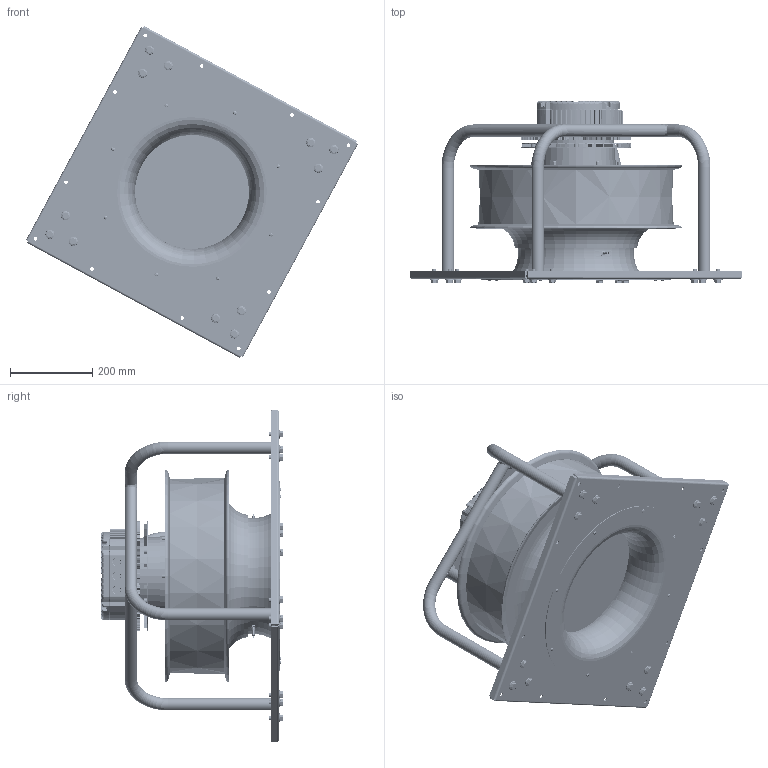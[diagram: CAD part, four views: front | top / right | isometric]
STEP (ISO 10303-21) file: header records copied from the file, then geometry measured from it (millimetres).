
FILE_DESCRIPTION((''),'2;1');
FILE_NAME('1220266_ASM','2024-10-18T10:45:31',('mkulawiak'),(''),'CREO PARAMETRIC BY PTC INC, 2023424','CREO PARAMETRIC BY PTC INC, 2023424','');
FILE_SCHEMA(('CONFIG_CONTROL_DESIGN'));
Products named in the file (36): 1196057; 1172586; 1172587; 1196425_ASM; 1195167; 1171508; 1173619; 1173620; 1111787; 1206018_ASM; 1220259_ASM; 1215149; 1217470; 1216922; FILLET_WELD_ID_70; FILLET_WELD_ID_11694; FILLET_WELD_ID_11695; FILLET_WELD_ID_11696; FILLET_WELD_ID_1150; FILLET_WELD_ID_12399; FILLET_WELD_ID_12400; FILLET_WELD_ID_12401; FILLET_WELD_ID_3005; FILLET_WELD_ID_13096; FILLET_WELD_ID_13097; FILLET_WELD_ID_13098; FILLET_WELD_ID_10430; FILLET_WELD_ID_14070; FILLET_WELD_ID_14071; FILLET_WELD_ID_14072; 1217467_ASM; 1220264; 1210529; FL_HEX_NUT_M10_P_FE_ZN_9-5; 1195169; 1220266_ASM
Assembly tree (86 placements, depth 4):
  1220266_ASM
    1220259_ASM
      1196057
      1196425_ASM
        1172586
        1172587
      1195167  x6
      1206018_ASM
        1171508
        1173619  x2
        1173620  x2
        1111787  x2
    1217467_ASM
      1215149
      1217470  x4
      1216922  x4
      FILLET_WELD_ID_70
      FILLET_WELD_ID_11694
      FILLET_WELD_ID_11695
      FILLET_WELD_ID_11696
      FILLET_WELD_ID_1150
      FILLET_WELD_ID_12399
      FILLET_WELD_ID_12400
      FILLET_WELD_ID_12401
      FILLET_WELD_ID_3005
      FILLET_WELD_ID_13096
      FILLET_WELD_ID_13097
      FILLET_WELD_ID_13098
      FILLET_WELD_ID_10430
      FILLET_WELD_ID_14070
      FILLET_WELD_ID_14071
      FILLET_WELD_ID_14072
    1220264
    1210529  x12
    FL_HEX_NUT_M10_P_FE_ZN_9-5  x12
    1195167  x8
    1195169  x8
Bounding box: 808.21 x 442.6 x 808.21 mm (x, y, z)
Volume: 33255963.3 mm3; surface area: 3443152.9 mm2
Topology: 101 solids, 123 shells, 7514 faces, 20387 edges, 13038 vertices
Faces by surface type: plane 3678, cylinder 2668, cone 578, torus 378, bspline 110, sphere 102
Entity records: 114241 total; most frequent: CARTESIAN_POINT 29106, DIRECTION 18210, ORIENTED_EDGE 17716, EDGE_CURVE 8874, AXIS2_PLACEMENT_3D 7030, VERTEX_POINT 5728, VECTOR 4150, LINE 4150
